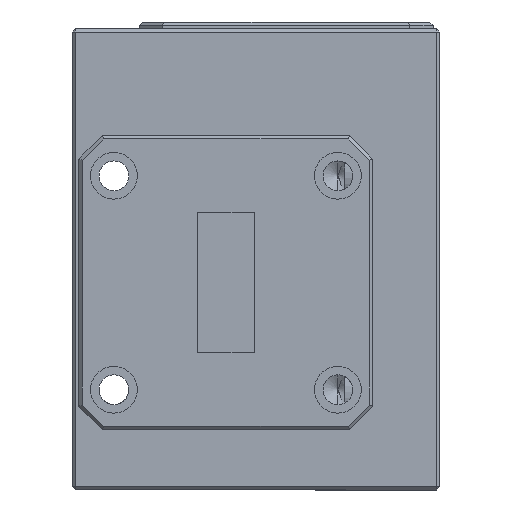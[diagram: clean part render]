
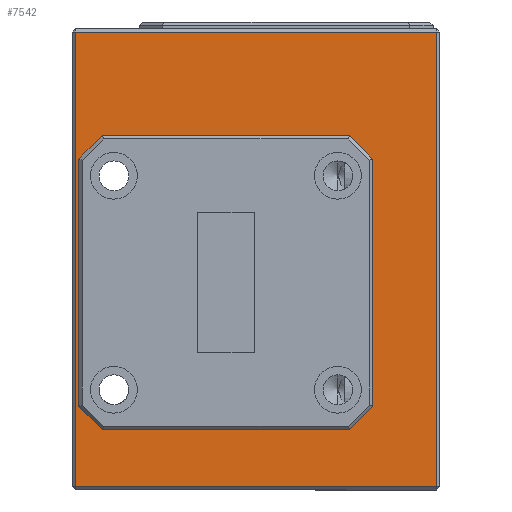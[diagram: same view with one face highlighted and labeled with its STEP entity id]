
A CAD part, left-side view. The second image highlights one B-rep face of the part: STEP entity #7542.
In plain terms, the highlighted planar face has unit normal (-1, 0, 0).
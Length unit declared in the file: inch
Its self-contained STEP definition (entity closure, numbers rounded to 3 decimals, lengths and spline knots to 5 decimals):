
#362 = LINE ( 'NONE', #39520, #26990 ) ;
#1535 = AXIS2_PLACEMENT_3D ( 'NONE', #25325, #5860, #6064 ) ;
#1806 = EDGE_CURVE ( 'NONE', #32263, #34871, #19409, .T. ) ;
#1884 = CARTESIAN_POINT ( 'NONE',  ( -4.88796, 0.66154, 0.32251 ) ) ;
#1941 = VECTOR ( 'NONE', #11177, 39.37008 ) ;
#2500 = ORIENTED_EDGE ( 'NONE', *, *, #13104, .T. ) ;
#2969 = VECTOR ( 'NONE', #7479, 39.37008 ) ;
#3098 = CARTESIAN_POINT ( 'NONE',  ( -4.88796, -0.33846, 0.64251 ) ) ;
#3233 = DIRECTION ( 'NONE',  ( 0., 0.707, 0.707 ) ) ;
#3370 = DIRECTION ( 'NONE',  ( 0., 0.707, -0.707 ) ) ;
#3817 = VECTOR ( 'NONE', #32447, 39.37008 ) ;
#4214 = EDGE_CURVE ( 'NONE', #22751, #18923, #38859, .T. ) ;
#4666 = ORIENTED_EDGE ( 'NONE', *, *, #24038, .F. ) ;
#4738 = CARTESIAN_POINT ( 'NONE',  ( -4.88796, -0.07846, -0.55749 ) ) ;
#5103 = CARTESIAN_POINT ( 'NONE',  ( -4.88796, 0.66154, 0.32251 ) ) ;
#5860 = DIRECTION ( 'NONE',  ( -1., 0., 0. ) ) ;
#5864 = EDGE_LOOP ( 'NONE', ( #28943, #4666, #30415, #14617, #9138, #14401, #18273, #18930 ) ) ;
#5872 = VECTOR ( 'NONE', #3233, 39.37008 ) ;
#6064 = DIRECTION ( 'NONE',  ( 0., 0., 1. ) ) ;
#6258 = VERTEX_POINT ( 'NONE', #36238 ) ;
#6432 = LINE ( 'NONE', #15646, #5872 ) ;
#6813 = EDGE_CURVE ( 'NONE', #6258, #32263, #21004, .T. ) ;
#7185 = VERTEX_POINT ( 'NONE', #37200 ) ;
#7369 = VERTEX_POINT ( 'NONE', #8086 ) ;
#7479 = DIRECTION ( 'NONE',  ( 0., 0., -1. ) ) ;
#7542 = ADVANCED_FACE ( 'NONE', ( #23341, #22351 ), #36613, .T. ) ;
#8086 = CARTESIAN_POINT ( 'NONE',  ( -4.88796, 0.66154, -0.55749 ) ) ;
#8139 = DIRECTION ( 'NONE',  ( 0., -0.707, 0.707 ) ) ;
#8170 = LINE ( 'NONE', #10784, #34090 ) ;
#9101 = DIRECTION ( 'NONE',  ( 0., 0., 1. ) ) ;
#9138 = ORIENTED_EDGE ( 'NONE', *, *, #12965, .F. ) ;
#9542 = VERTEX_POINT ( 'NONE', #42035 ) ;
#9852 = EDGE_CURVE ( 'NONE', #7369, #6258, #8170, .T. ) ;
#10229 = LINE ( 'NONE', #39332, #17358 ) ;
#10712 = CARTESIAN_POINT ( 'NONE',  ( -4.88796, 0.74154, -0.73749 ) ) ;
#10784 = CARTESIAN_POINT ( 'NONE',  ( -4.88796, 0.66154, -0.55749 ) ) ;
#10808 = VECTOR ( 'NONE', #39486, 39.37008 ) ;
#10876 = DIRECTION ( 'NONE',  ( 0., 0., -1. ) ) ;
#10897 = CARTESIAN_POINT ( 'NONE',  ( -4.88796, -0.14846, -0.48749 ) ) ;
#11177 = DIRECTION ( 'NONE',  ( 0., -0.707, -0.707 ) ) ;
#12734 = LINE ( 'NONE', #3098, #16734 ) ;
#12965 = EDGE_CURVE ( 'NONE', #9542, #36324, #28173, .T. ) ;
#13104 = EDGE_CURVE ( 'NONE', #7185, #31441, #362, .T. ) ;
#13908 = LINE ( 'NONE', #10712, #2969 ) ;
#14401 = ORIENTED_EDGE ( 'NONE', *, *, #14777, .F. ) ;
#14617 = ORIENTED_EDGE ( 'NONE', *, *, #37688, .F. ) ;
#14777 = EDGE_CURVE ( 'NONE', #34871, #9542, #6432, .T. ) ;
#15646 = CARTESIAN_POINT ( 'NONE',  ( -4.88796, -0.07846, 0.32251 ) ) ;
#16145 = CARTESIAN_POINT ( 'NONE',  ( -4.88796, 0.19654, 0.63251 ) ) ;
#16722 = VECTOR ( 'NONE', #24977, 39.37008 ) ;
#16734 = VECTOR ( 'NONE', #9101, 39.37008 ) ;
#17358 = VECTOR ( 'NONE', #10876, 39.37008 ) ;
#18273 = ORIENTED_EDGE ( 'NONE', *, *, #1806, .F. ) ;
#18661 = CARTESIAN_POINT ( 'NONE',  ( -4.88796, 0.73154, -0.48749 ) ) ;
#18923 = VERTEX_POINT ( 'NONE', #39556 ) ;
#18930 = ORIENTED_EDGE ( 'NONE', *, *, #6813, .F. ) ;
#19409 = LINE ( 'NONE', #26451, #3817 ) ;
#19629 = LINE ( 'NONE', #32661, #25683 ) ;
#20030 = VERTEX_POINT ( 'NONE', #18661 ) ;
#20992 = EDGE_LOOP ( 'NONE', ( #39002, #2500, #29622, #42075 ) ) ;
#21004 = LINE ( 'NONE', #4738, #32270 ) ;
#22351 = FACE_OUTER_BOUND ( 'NONE', #20992, .T. ) ;
#22354 = EDGE_CURVE ( 'NONE', #31441, #22751, #12734, .T. ) ;
#22751 = VERTEX_POINT ( 'NONE', #35981 ) ;
#23341 = FACE_BOUND ( 'NONE', #5864, .T. ) ;
#24038 = EDGE_CURVE ( 'NONE', #20030, #7369, #27415, .T. ) ;
#24977 = DIRECTION ( 'NONE',  ( 0., 1., 0. ) ) ;
#25325 = CARTESIAN_POINT ( 'NONE',  ( -4.88796, 0.19654, 0.66251 ) ) ;
#25683 = VECTOR ( 'NONE', #3370, 39.37008 ) ;
#26451 = CARTESIAN_POINT ( 'NONE',  ( -4.88796, -0.14846, -0.48749 ) ) ;
#26990 = VECTOR ( 'NONE', #39312, 39.37008 ) ;
#27210 = CARTESIAN_POINT ( 'NONE',  ( -4.88796, 0.73154, -0.48749 ) ) ;
#27415 = LINE ( 'NONE', #27210, #1941 ) ;
#28173 = LINE ( 'NONE', #1884, #16722 ) ;
#28943 = ORIENTED_EDGE ( 'NONE', *, *, #9852, .F. ) ;
#29622 = ORIENTED_EDGE ( 'NONE', *, *, #22354, .T. ) ;
#29655 = EDGE_CURVE ( 'NONE', #18923, #7185, #13908, .T. ) ;
#30031 = EDGE_CURVE ( 'NONE', #33297, #20030, #10229, .T. ) ;
#30415 = ORIENTED_EDGE ( 'NONE', *, *, #30031, .F. ) ;
#31441 = VERTEX_POINT ( 'NONE', #32579 ) ;
#32263 = VERTEX_POINT ( 'NONE', #10897 ) ;
#32270 = VECTOR ( 'NONE', #8139, 39.37008 ) ;
#32447 = DIRECTION ( 'NONE',  ( 0., 0., 1. ) ) ;
#32579 = CARTESIAN_POINT ( 'NONE',  ( -4.88796, -0.33846, -0.72749 ) ) ;
#32661 = CARTESIAN_POINT ( 'NONE',  ( -4.88796, 0.73154, 0.25251 ) ) ;
#33297 = VERTEX_POINT ( 'NONE', #37616 ) ;
#33639 = CARTESIAN_POINT ( 'NONE',  ( -4.88796, -0.14846, 0.25251 ) ) ;
#34090 = VECTOR ( 'NONE', #40929, 39.37008 ) ;
#34871 = VERTEX_POINT ( 'NONE', #33639 ) ;
#35981 = CARTESIAN_POINT ( 'NONE',  ( -4.88796, -0.33846, 0.63251 ) ) ;
#36238 = CARTESIAN_POINT ( 'NONE',  ( -4.88796, -0.07846, -0.55749 ) ) ;
#36324 = VERTEX_POINT ( 'NONE', #5103 ) ;
#36613 = PLANE ( 'NONE',  #1535 ) ;
#37200 = CARTESIAN_POINT ( 'NONE',  ( -4.88796, 0.74154, -0.72749 ) ) ;
#37616 = CARTESIAN_POINT ( 'NONE',  ( -4.88796, 0.73154, 0.25251 ) ) ;
#37688 = EDGE_CURVE ( 'NONE', #36324, #33297, #19629, .T. ) ;
#38859 = LINE ( 'NONE', #16145, #10808 ) ;
#39002 = ORIENTED_EDGE ( 'NONE', *, *, #29655, .T. ) ;
#39312 = DIRECTION ( 'NONE',  ( 0., -1., 0. ) ) ;
#39332 = CARTESIAN_POINT ( 'NONE',  ( -4.88796, 0.73154, -0.48749 ) ) ;
#39486 = DIRECTION ( 'NONE',  ( 0., 1., 0. ) ) ;
#39520 = CARTESIAN_POINT ( 'NONE',  ( -4.88796, -0.34846, -0.72749 ) ) ;
#39556 = CARTESIAN_POINT ( 'NONE',  ( -4.88796, 0.74154, 0.63251 ) ) ;
#40929 = DIRECTION ( 'NONE',  ( 0., -1., 0. ) ) ;
#42035 = CARTESIAN_POINT ( 'NONE',  ( -4.88796, -0.07846, 0.32251 ) ) ;
#42075 = ORIENTED_EDGE ( 'NONE', *, *, #4214, .T. ) ;
